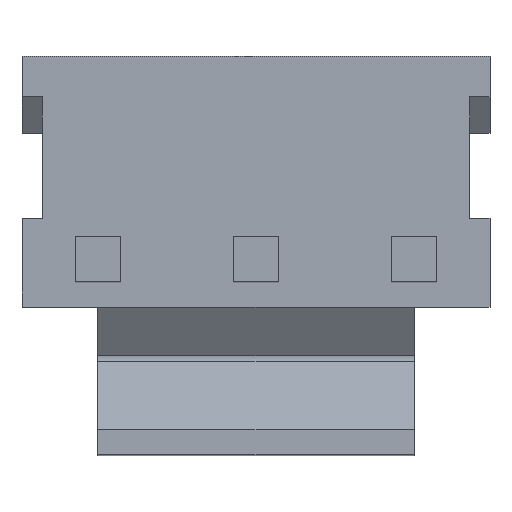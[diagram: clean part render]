
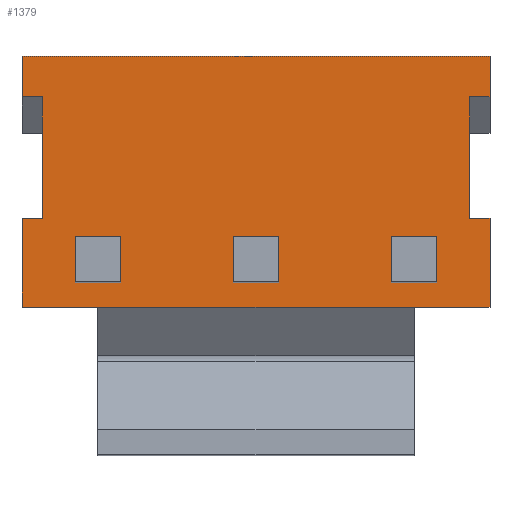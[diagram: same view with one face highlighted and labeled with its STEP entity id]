
A CAD part, top view. The second image highlights one B-rep face of the part: STEP entity #1379.
In plain terms, the highlighted planar face has unit normal (0, 0, 1).
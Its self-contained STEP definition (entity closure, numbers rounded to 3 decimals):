
#542=CARTESIAN_POINT('',(4.534,-2.534,3.302));
#543=VERTEX_POINT('',#542);
#550=CARTESIAN_POINT('',(4.534,-1.391,3.302));
#551=VERTEX_POINT('',#550);
#552=CARTESIAN_POINT('',(4.534,-1.391,3.302));
#553=DIRECTION('',(0.0,-1.0,0.0));
#554=VECTOR('',#553,1.143);
#555=LINE('',#552,#554);
#556=EDGE_CURVE('',#551,#543,#555,.T.);
#581=CARTESIAN_POINT('',(3.391,-1.391,3.302));
#582=VERTEX_POINT('',#581);
#583=CARTESIAN_POINT('',(4.534,-1.391,3.302));
#584=DIRECTION('',(-1.0,0.0,0.0));
#585=VECTOR('',#584,1.143);
#586=LINE('',#583,#585);
#587=EDGE_CURVE('',#551,#582,#586,.T.);
#612=CARTESIAN_POINT('',(3.391,-2.534,3.302));
#613=VERTEX_POINT('',#612);
#614=CARTESIAN_POINT('',(3.391,-1.391,3.302));
#615=DIRECTION('',(0.0,-1.0,0.0));
#616=VECTOR('',#615,1.143);
#617=LINE('',#614,#616);
#618=EDGE_CURVE('',#582,#613,#617,.T.);
#641=CARTESIAN_POINT('',(4.534,-2.534,3.302));
#642=DIRECTION('',(-1.0,0.0,0.0));
#643=VECTOR('',#642,1.143);
#644=LINE('',#641,#643);
#645=EDGE_CURVE('',#543,#613,#644,.T.);
#666=CARTESIAN_POINT('',(0.572,-2.534,3.302));
#667=VERTEX_POINT('',#666);
#674=CARTESIAN_POINT('',(0.572,-1.391,3.302));
#675=VERTEX_POINT('',#674);
#676=CARTESIAN_POINT('',(0.572,-1.391,3.302));
#677=DIRECTION('',(0.0,-1.0,0.0));
#678=VECTOR('',#677,1.143);
#679=LINE('',#676,#678);
#680=EDGE_CURVE('',#675,#667,#679,.T.);
#705=CARTESIAN_POINT('',(-0.572,-1.391,3.302));
#706=VERTEX_POINT('',#705);
#707=CARTESIAN_POINT('',(0.572,-1.391,3.302));
#708=DIRECTION('',(-1.0,0.0,0.0));
#709=VECTOR('',#708,1.143);
#710=LINE('',#707,#709);
#711=EDGE_CURVE('',#675,#706,#710,.T.);
#736=CARTESIAN_POINT('',(-0.572,-2.534,3.302));
#737=VERTEX_POINT('',#736);
#738=CARTESIAN_POINT('',(-0.572,-1.391,3.302));
#739=DIRECTION('',(0.0,-1.0,0.0));
#740=VECTOR('',#739,1.143);
#741=LINE('',#738,#740);
#742=EDGE_CURVE('',#706,#737,#741,.T.);
#765=CARTESIAN_POINT('',(0.572,-2.534,3.302));
#766=DIRECTION('',(-1.0,0.0,0.0));
#767=VECTOR('',#766,1.143);
#768=LINE('',#765,#767);
#769=EDGE_CURVE('',#667,#737,#768,.T.);
#780=CARTESIAN_POINT('',(-3.391,-2.534,3.302));
#781=VERTEX_POINT('',#780);
#782=CARTESIAN_POINT('',(-4.534,-2.534,3.302));
#783=VERTEX_POINT('',#782);
#784=CARTESIAN_POINT('',(-3.391,-2.534,3.302));
#785=DIRECTION('',(-1.0,0.0,0.0));
#786=VECTOR('',#785,1.143);
#787=LINE('',#784,#786);
#788=EDGE_CURVE('',#781,#783,#787,.T.);
#820=CARTESIAN_POINT('',(-3.391,-1.391,3.302));
#821=VERTEX_POINT('',#820);
#822=CARTESIAN_POINT('',(-3.391,-1.391,3.302));
#823=DIRECTION('',(0.0,-1.0,0.0));
#824=VECTOR('',#823,1.143);
#825=LINE('',#822,#824);
#826=EDGE_CURVE('',#821,#781,#825,.T.);
#851=CARTESIAN_POINT('',(-4.534,-1.391,3.302));
#852=VERTEX_POINT('',#851);
#853=CARTESIAN_POINT('',(-4.534,-1.391,3.302));
#854=DIRECTION('',(0.0,-1.0,0.0));
#855=VECTOR('',#854,1.143);
#856=LINE('',#853,#855);
#857=EDGE_CURVE('',#852,#783,#856,.T.);
#882=CARTESIAN_POINT('',(-3.391,-1.391,3.302));
#883=DIRECTION('',(-1.0,0.0,0.0));
#884=VECTOR('',#883,1.143);
#885=LINE('',#882,#884);
#886=EDGE_CURVE('',#821,#852,#885,.T.);
#962=CARTESIAN_POINT('',(5.867,3.143,3.302));
#963=VERTEX_POINT('',#962);
#970=CARTESIAN_POINT('',(5.867,2.127,3.302));
#971=VERTEX_POINT('',#970);
#972=CARTESIAN_POINT('',(5.867,2.127,3.302));
#973=DIRECTION('',(0.0,1.0,0.0));
#974=VECTOR('',#973,1.016);
#975=LINE('',#972,#974);
#976=EDGE_CURVE('',#971,#963,#975,.T.);
#992=CARTESIAN_POINT('',(5.867,-3.143,3.302));
#993=VERTEX_POINT('',#992);
#994=CARTESIAN_POINT('',(5.867,-0.921,3.302));
#995=VERTEX_POINT('',#994);
#996=CARTESIAN_POINT('',(5.867,-3.143,3.302));
#997=DIRECTION('',(0.0,1.0,0.0));
#998=VECTOR('',#997,2.222);
#999=LINE('',#996,#998);
#1000=EDGE_CURVE('',#993,#995,#999,.T.);
#1032=CARTESIAN_POINT('',(5.359,2.127,3.302));
#1033=VERTEX_POINT('',#1032);
#1034=CARTESIAN_POINT('',(5.867,2.127,3.302));
#1035=DIRECTION('',(-1.0,0.0,0.0));
#1036=VECTOR('',#1035,0.508);
#1037=LINE('',#1034,#1036);
#1038=EDGE_CURVE('',#971,#1033,#1037,.T.);
#1267=CARTESIAN_POINT('',(6.454,-3.458,3.302));
#1268=DIRECTION('',(0.0,0.0,1.0));
#1269=DIRECTION('',(0.0,1.0,0.0));
#1270=AXIS2_PLACEMENT_3D('',#1267,#1268,#1269);
#1271=PLANE('',#1270);
#1272=ORIENTED_EDGE('',*,*,#976,.T.);
#1273=CARTESIAN_POINT('',(-5.867,3.143,3.302));
#1274=VERTEX_POINT('',#1273);
#1275=CARTESIAN_POINT('',(5.867,3.143,3.302));
#1276=DIRECTION('',(-1.0,0.0,0.0));
#1277=VECTOR('',#1276,11.735);
#1278=LINE('',#1275,#1277);
#1279=EDGE_CURVE('',#963,#1274,#1278,.T.);
#1280=ORIENTED_EDGE('',*,*,#1279,.T.);
#1281=CARTESIAN_POINT('',(-5.867,2.127,3.302));
#1282=VERTEX_POINT('',#1281);
#1283=CARTESIAN_POINT('',(-5.867,2.127,3.302));
#1284=DIRECTION('',(0.0,1.0,0.0));
#1285=VECTOR('',#1284,1.016);
#1286=LINE('',#1283,#1285);
#1287=EDGE_CURVE('',#1282,#1274,#1286,.T.);
#1288=ORIENTED_EDGE('',*,*,#1287,.F.);
#1289=CARTESIAN_POINT('',(-5.359,2.127,3.302));
#1290=VERTEX_POINT('',#1289);
#1291=CARTESIAN_POINT('',(-5.867,2.127,3.302));
#1292=DIRECTION('',(1.0,0.0,0.0));
#1293=VECTOR('',#1292,0.508);
#1294=LINE('',#1291,#1293);
#1295=EDGE_CURVE('',#1282,#1290,#1294,.T.);
#1296=ORIENTED_EDGE('',*,*,#1295,.T.);
#1297=CARTESIAN_POINT('',(-5.359,-0.921,3.302));
#1298=VERTEX_POINT('',#1297);
#1299=CARTESIAN_POINT('',(-5.359,-0.921,3.302));
#1300=DIRECTION('',(0.0,1.0,0.0));
#1301=VECTOR('',#1300,3.048);
#1302=LINE('',#1299,#1301);
#1303=EDGE_CURVE('',#1298,#1290,#1302,.T.);
#1304=ORIENTED_EDGE('',*,*,#1303,.F.);
#1305=CARTESIAN_POINT('',(-5.867,-0.921,3.302));
#1306=VERTEX_POINT('',#1305);
#1307=CARTESIAN_POINT('',(-5.867,-0.921,3.302));
#1308=DIRECTION('',(1.0,0.0,0.0));
#1309=VECTOR('',#1308,0.508);
#1310=LINE('',#1307,#1309);
#1311=EDGE_CURVE('',#1306,#1298,#1310,.T.);
#1312=ORIENTED_EDGE('',*,*,#1311,.F.);
#1313=CARTESIAN_POINT('',(-5.867,-3.143,3.302));
#1314=VERTEX_POINT('',#1313);
#1315=CARTESIAN_POINT('',(-5.867,-3.143,3.302));
#1316=DIRECTION('',(0.0,1.0,0.0));
#1317=VECTOR('',#1316,2.222);
#1318=LINE('',#1315,#1317);
#1319=EDGE_CURVE('',#1314,#1306,#1318,.T.);
#1320=ORIENTED_EDGE('',*,*,#1319,.F.);
#1321=CARTESIAN_POINT('',(-3.962,-3.143,3.302));
#1322=VERTEX_POINT('',#1321);
#1323=CARTESIAN_POINT('',(-3.962,-3.143,3.302));
#1324=DIRECTION('',(-1.0,0.0,0.0));
#1325=VECTOR('',#1324,1.905);
#1326=LINE('',#1323,#1325);
#1327=EDGE_CURVE('',#1322,#1314,#1326,.T.);
#1328=ORIENTED_EDGE('',*,*,#1327,.F.);
#1329=CARTESIAN_POINT('',(3.962,-3.143,3.302));
#1330=VERTEX_POINT('',#1329);
#1331=CARTESIAN_POINT('',(3.962,-3.143,3.302));
#1332=DIRECTION('',(-1.0,0.0,0.0));
#1333=VECTOR('',#1332,7.925);
#1334=LINE('',#1331,#1333);
#1335=EDGE_CURVE('',#1330,#1322,#1334,.T.);
#1336=ORIENTED_EDGE('',*,*,#1335,.F.);
#1337=CARTESIAN_POINT('',(5.867,-3.143,3.302));
#1338=DIRECTION('',(-1.0,0.0,0.0));
#1339=VECTOR('',#1338,1.905);
#1340=LINE('',#1337,#1339);
#1341=EDGE_CURVE('',#993,#1330,#1340,.T.);
#1342=ORIENTED_EDGE('',*,*,#1341,.F.);
#1343=ORIENTED_EDGE('',*,*,#1000,.T.);
#1344=CARTESIAN_POINT('',(5.359,-0.921,3.302));
#1345=VERTEX_POINT('',#1344);
#1346=CARTESIAN_POINT('',(5.867,-0.921,3.302));
#1347=DIRECTION('',(-1.0,0.0,0.0));
#1348=VECTOR('',#1347,0.508);
#1349=LINE('',#1346,#1348);
#1350=EDGE_CURVE('',#995,#1345,#1349,.T.);
#1351=ORIENTED_EDGE('',*,*,#1350,.T.);
#1352=CARTESIAN_POINT('',(5.359,2.127,3.302));
#1353=DIRECTION('',(0.0,-1.0,0.0));
#1354=VECTOR('',#1353,3.048);
#1355=LINE('',#1352,#1354);
#1356=EDGE_CURVE('',#1033,#1345,#1355,.T.);
#1357=ORIENTED_EDGE('',*,*,#1356,.F.);
#1358=ORIENTED_EDGE('',*,*,#1038,.F.);
#1359=EDGE_LOOP('',(#1272,#1280,#1288,#1296,#1304,#1312,#1320,#1328,#1336,#1342,#1343,#1351,#1357,#1358));
#1360=FACE_OUTER_BOUND('',#1359,.T.);
#1361=ORIENTED_EDGE('',*,*,#788,.T.);
#1362=ORIENTED_EDGE('',*,*,#857,.F.);
#1363=ORIENTED_EDGE('',*,*,#886,.F.);
#1364=ORIENTED_EDGE('',*,*,#826,.T.);
#1365=EDGE_LOOP('',(#1361,#1362,#1363,#1364));
#1366=FACE_BOUND('',#1365,.T.);
#1367=ORIENTED_EDGE('',*,*,#769,.T.);
#1368=ORIENTED_EDGE('',*,*,#742,.F.);
#1369=ORIENTED_EDGE('',*,*,#711,.F.);
#1370=ORIENTED_EDGE('',*,*,#680,.T.);
#1371=EDGE_LOOP('',(#1367,#1368,#1369,#1370));
#1372=FACE_BOUND('',#1371,.T.);
#1373=ORIENTED_EDGE('',*,*,#645,.T.);
#1374=ORIENTED_EDGE('',*,*,#618,.F.);
#1375=ORIENTED_EDGE('',*,*,#587,.F.);
#1376=ORIENTED_EDGE('',*,*,#556,.T.);
#1377=EDGE_LOOP('',(#1373,#1374,#1375,#1376));
#1378=FACE_BOUND('',#1377,.T.);
#1379=ADVANCED_FACE('',(#1360,#1366,#1372,#1378),#1271,.T.);
